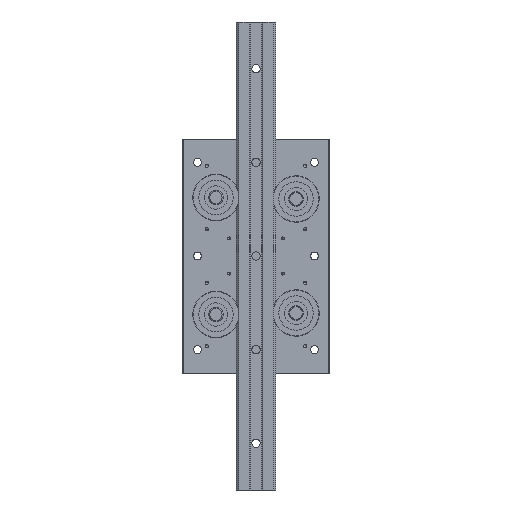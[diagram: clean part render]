
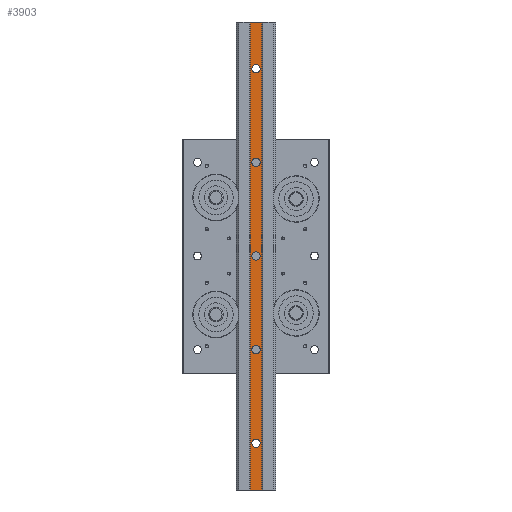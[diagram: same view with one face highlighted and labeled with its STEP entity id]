
A CAD part, front view. The second image highlights one B-rep face of the part: STEP entity #3903.
In plain terms, the highlighted planar face has unit normal (0, -1, 0).
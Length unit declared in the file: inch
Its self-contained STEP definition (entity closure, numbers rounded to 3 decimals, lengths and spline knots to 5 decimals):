
#499 = FACE_BOUND ( 'NONE', #18583, .T. ) ;
#501 = AXIS2_PLACEMENT_3D ( 'NONE', #7093, #1566, #7485 ) ;
#570 = DIRECTION ( 'NONE',  ( 0., -1., 0. ) ) ;
#672 = CARTESIAN_POINT ( 'NONE',  ( 0., 0.0352, -1.5748 ) ) ;
#824 = CARTESIAN_POINT ( 'NONE',  ( 0., 0.0352, -7.87402 ) ) ;
#860 = CARTESIAN_POINT ( 'NONE',  ( 0., 0.0352, -14.17323 ) ) ;
#1206 = VERTEX_POINT ( 'NONE', #16302 ) ;
#1405 = VERTEX_POINT ( 'NONE', #16504 ) ;
#1566 = DIRECTION ( 'NONE',  ( 0., -1., 0. ) ) ;
#1785 = EDGE_LOOP ( 'NONE', ( #7527, #8167, #7913, #13728 ) ) ;
#1827 = CARTESIAN_POINT ( 'NONE',  ( 0., 0.0352, -10.88583 ) ) ;
#1932 = AXIS2_PLACEMENT_3D ( 'NONE', #672, #570, #4744 ) ;
#2063 = VERTEX_POINT ( 'NONE', #10517 ) ;
#2203 = CIRCLE ( 'NONE', #6836, 0.1378 ) ;
#2232 = VERTEX_POINT ( 'NONE', #15367 ) ;
#2331 = DIRECTION ( 'NONE',  ( 0., -1., 0. ) ) ;
#2657 = DIRECTION ( 'NONE',  ( 0., 0., -1. ) ) ;
#2721 = CARTESIAN_POINT ( 'NONE',  ( 0., 0.0352, -11.16142 ) ) ;
#2821 = VERTEX_POINT ( 'NONE', #2721 ) ;
#2845 = CARTESIAN_POINT ( 'NONE',  ( 0., 0.0352, -1.5748 ) ) ;
#3282 = VECTOR ( 'NONE', #10927, 39.37008 ) ;
#3431 = AXIS2_PLACEMENT_3D ( 'NONE', #12663, #14302, #5091 ) ;
#3684 = PLANE ( 'NONE',  #17717 ) ;
#3776 = CIRCLE ( 'NONE', #10609, 0.1378 ) ;
#3848 = CARTESIAN_POINT ( 'NONE',  ( 0., 0.0352, -14.17323 ) ) ;
#3903 = ADVANCED_FACE ( 'NONE', ( #10980, #18441, #5141, #499, #16977, #6406 ), #3684, .T. ) ;
#4225 = EDGE_CURVE ( 'NONE', #2063, #5143, #15561, .T. ) ;
#4611 = DIRECTION ( 'NONE',  ( 1., 0., 0. ) ) ;
#4742 = DIRECTION ( 'NONE',  ( 0., -1., 0. ) ) ;
#4744 = DIRECTION ( 'NONE',  ( 0., 0., -1. ) ) ;
#4942 = VECTOR ( 'NONE', #7547, 39.37008 ) ;
#4995 = CARTESIAN_POINT ( 'NONE',  ( -0.1875, 0.0352, -15.74803 ) ) ;
#5091 = DIRECTION ( 'NONE',  ( 0., 0., -1. ) ) ;
#5141 = FACE_BOUND ( 'NONE', #11434, .T. ) ;
#5143 = VERTEX_POINT ( 'NONE', #12872 ) ;
#5474 = DIRECTION ( 'NONE',  ( 0., -1., 0. ) ) ;
#5577 = DIRECTION ( 'NONE',  ( 0., 0., -1. ) ) ;
#5619 = ORIENTED_EDGE ( 'NONE', *, *, #13910, .F. ) ;
#5726 = VERTEX_POINT ( 'NONE', #9887 ) ;
#5882 = CARTESIAN_POINT ( 'NONE',  ( 0.1875, 0.0352, -15.74803 ) ) ;
#6405 = EDGE_CURVE ( 'NONE', #1206, #5726, #18199, .T. ) ;
#6406 = FACE_OUTER_BOUND ( 'NONE', #1785, .T. ) ;
#6483 = EDGE_CURVE ( 'NONE', #11946, #10175, #11800, .T. ) ;
#6497 = EDGE_CURVE ( 'NONE', #2821, #18759, #18313, .T. ) ;
#6583 = CARTESIAN_POINT ( 'NONE',  ( 0., 0.0352, -4.72441 ) ) ;
#6674 = CARTESIAN_POINT ( 'NONE',  ( 0., 0.0352, -4.58661 ) ) ;
#6697 = ORIENTED_EDGE ( 'NONE', *, *, #4225, .F. ) ;
#6836 = AXIS2_PLACEMENT_3D ( 'NONE', #3848, #18877, #5577 ) ;
#7093 = CARTESIAN_POINT ( 'NONE',  ( 0., 0.0352, -4.72441 ) ) ;
#7140 = EDGE_CURVE ( 'NONE', #7304, #10784, #3776, .T. ) ;
#7208 = DIRECTION ( 'NONE',  ( 0., -1., 0. ) ) ;
#7304 = VERTEX_POINT ( 'NONE', #6674 ) ;
#7485 = DIRECTION ( 'NONE',  ( 0., 0., -1. ) ) ;
#7527 = ORIENTED_EDGE ( 'NONE', *, *, #6405, .F. ) ;
#7547 = DIRECTION ( 'NONE',  ( 0., 0., 1. ) ) ;
#7913 = ORIENTED_EDGE ( 'NONE', *, *, #16792, .T. ) ;
#7936 = ORIENTED_EDGE ( 'NONE', *, *, #16150, .F. ) ;
#8045 = VECTOR ( 'NONE', #18048, 39.37008 ) ;
#8167 = ORIENTED_EDGE ( 'NONE', *, *, #11727, .F. ) ;
#8245 = DIRECTION ( 'NONE',  ( 0., 0., -1. ) ) ;
#8391 = AXIS2_PLACEMENT_3D ( 'NONE', #824, #16836, #14203 ) ;
#8412 = EDGE_CURVE ( 'NONE', #5143, #2063, #13737, .T. ) ;
#8604 = CIRCLE ( 'NONE', #14174, 0.1378 ) ;
#8717 = LINE ( 'NONE', #5882, #4942 ) ;
#9613 = CARTESIAN_POINT ( 'NONE',  ( 0., 0.0352, -15.74803 ) ) ;
#9713 = AXIS2_PLACEMENT_3D ( 'NONE', #2845, #7208, #2657 ) ;
#9887 = CARTESIAN_POINT ( 'NONE',  ( 0.1875, 0.0352, 0. ) ) ;
#10175 = VERTEX_POINT ( 'NONE', #11775 ) ;
#10515 = EDGE_CURVE ( 'NONE', #10784, #7304, #17221, .T. ) ;
#10517 = CARTESIAN_POINT ( 'NONE',  ( 0., 0.0352, -1.7126 ) ) ;
#10572 = VECTOR ( 'NONE', #4611, 39.37008 ) ;
#10609 = AXIS2_PLACEMENT_3D ( 'NONE', #6583, #4742, #14761 ) ;
#10784 = VERTEX_POINT ( 'NONE', #12530 ) ;
#10927 = DIRECTION ( 'NONE',  ( 0., 0., 1. ) ) ;
#10980 = FACE_BOUND ( 'NONE', #14285, .T. ) ;
#11434 = EDGE_LOOP ( 'NONE', ( #11850, #7936 ) ) ;
#11696 = EDGE_LOOP ( 'NONE', ( #14090, #6697 ) ) ;
#11727 = EDGE_CURVE ( 'NONE', #13900, #1206, #13831, .T. ) ;
#11765 = ORIENTED_EDGE ( 'NONE', *, *, #6497, .F. ) ;
#11775 = CARTESIAN_POINT ( 'NONE',  ( 0., 0.0352, -8.01181 ) ) ;
#11800 = CIRCLE ( 'NONE', #8391, 0.1378 ) ;
#11850 = ORIENTED_EDGE ( 'NONE', *, *, #6483, .F. ) ;
#11946 = VERTEX_POINT ( 'NONE', #18063 ) ;
#12342 = DIRECTION ( 'NONE',  ( 0., 0., -1. ) ) ;
#12388 = EDGE_LOOP ( 'NONE', ( #5619, #11765 ) ) ;
#12498 = CARTESIAN_POINT ( 'NONE',  ( 0., 0.0352, -7.87402 ) ) ;
#12530 = CARTESIAN_POINT ( 'NONE',  ( 0., 0.0352, -4.8622 ) ) ;
#12663 = CARTESIAN_POINT ( 'NONE',  ( 0., 0.0352, -11.02362 ) ) ;
#12872 = CARTESIAN_POINT ( 'NONE',  ( 0., 0.0352, -1.43701 ) ) ;
#13130 = CARTESIAN_POINT ( 'NONE',  ( -0.1875, 0.0352, -15.74803 ) ) ;
#13298 = LINE ( 'NONE', #13490, #8045 ) ;
#13348 = ORIENTED_EDGE ( 'NONE', *, *, #17882, .F. ) ;
#13432 = AXIS2_PLACEMENT_3D ( 'NONE', #860, #2331, #8245 ) ;
#13490 = CARTESIAN_POINT ( 'NONE',  ( 0., 0.0352, -15.74803 ) ) ;
#13592 = DIRECTION ( 'NONE',  ( 0., 0., -1. ) ) ;
#13694 = DIRECTION ( 'NONE',  ( 0., -1., 0. ) ) ;
#13728 = ORIENTED_EDGE ( 'NONE', *, *, #15901, .T. ) ;
#13737 = CIRCLE ( 'NONE', #9713, 0.1378 ) ;
#13831 = LINE ( 'NONE', #4995, #3282 ) ;
#13900 = VERTEX_POINT ( 'NONE', #13130 ) ;
#13910 = EDGE_CURVE ( 'NONE', #18759, #2821, #8604, .T. ) ;
#13961 = CIRCLE ( 'NONE', #14555, 0.1378 ) ;
#14090 = ORIENTED_EDGE ( 'NONE', *, *, #8412, .F. ) ;
#14174 = AXIS2_PLACEMENT_3D ( 'NONE', #16600, #15144, #13592 ) ;
#14193 = ORIENTED_EDGE ( 'NONE', *, *, #18508, .F. ) ;
#14203 = DIRECTION ( 'NONE',  ( 0., 0., -1. ) ) ;
#14285 = EDGE_LOOP ( 'NONE', ( #14193, #13348 ) ) ;
#14302 = DIRECTION ( 'NONE',  ( 0., -1., 0. ) ) ;
#14406 = DIRECTION ( 'NONE',  ( 0., 0., -1. ) ) ;
#14555 = AXIS2_PLACEMENT_3D ( 'NONE', #12498, #5474, #14406 ) ;
#14761 = DIRECTION ( 'NONE',  ( 0., 0., -1. ) ) ;
#15144 = DIRECTION ( 'NONE',  ( 0., -1., 0. ) ) ;
#15367 = CARTESIAN_POINT ( 'NONE',  ( 0.1875, 0.0352, -15.74803 ) ) ;
#15561 = CIRCLE ( 'NONE', #1932, 0.1378 ) ;
#15901 = EDGE_CURVE ( 'NONE', #2232, #5726, #8717, .T. ) ;
#15938 = ORIENTED_EDGE ( 'NONE', *, *, #7140, .F. ) ;
#16150 = EDGE_CURVE ( 'NONE', #10175, #11946, #13961, .T. ) ;
#16302 = CARTESIAN_POINT ( 'NONE',  ( -0.1875, 0.0352, 0. ) ) ;
#16504 = CARTESIAN_POINT ( 'NONE',  ( 0., 0.0352, -14.31102 ) ) ;
#16600 = CARTESIAN_POINT ( 'NONE',  ( 0., 0.0352, -11.02362 ) ) ;
#16733 = CARTESIAN_POINT ( 'NONE',  ( 0., 0.0352, 0. ) ) ;
#16792 = EDGE_CURVE ( 'NONE', #13900, #2232, #13298, .T. ) ;
#16836 = DIRECTION ( 'NONE',  ( 0., -1., 0. ) ) ;
#16977 = FACE_BOUND ( 'NONE', #11696, .T. ) ;
#17221 = CIRCLE ( 'NONE', #501, 0.1378 ) ;
#17250 = CARTESIAN_POINT ( 'NONE',  ( 0., 0.0352, -14.03543 ) ) ;
#17496 = VERTEX_POINT ( 'NONE', #17250 ) ;
#17717 = AXIS2_PLACEMENT_3D ( 'NONE', #9613, #13694, #12342 ) ;
#17882 = EDGE_CURVE ( 'NONE', #1405, #17496, #2203, .T. ) ;
#18048 = DIRECTION ( 'NONE',  ( 1., 0., 0. ) ) ;
#18063 = CARTESIAN_POINT ( 'NONE',  ( 0., 0.0352, -7.73622 ) ) ;
#18082 = CIRCLE ( 'NONE', #13432, 0.1378 ) ;
#18199 = LINE ( 'NONE', #16733, #10572 ) ;
#18313 = CIRCLE ( 'NONE', #3431, 0.1378 ) ;
#18369 = ORIENTED_EDGE ( 'NONE', *, *, #10515, .F. ) ;
#18441 = FACE_BOUND ( 'NONE', #12388, .T. ) ;
#18508 = EDGE_CURVE ( 'NONE', #17496, #1405, #18082, .T. ) ;
#18583 = EDGE_LOOP ( 'NONE', ( #15938, #18369 ) ) ;
#18759 = VERTEX_POINT ( 'NONE', #1827 ) ;
#18877 = DIRECTION ( 'NONE',  ( 0., -1., 0. ) ) ;
